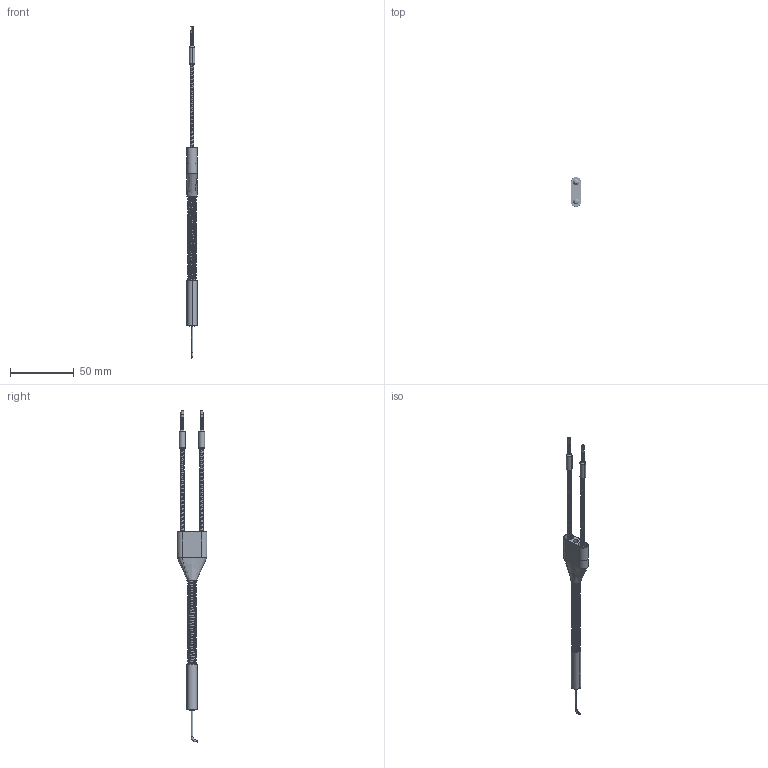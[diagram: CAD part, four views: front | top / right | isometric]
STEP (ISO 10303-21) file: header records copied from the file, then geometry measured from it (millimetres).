
FILE_DESCRIPTION((''),'2;1');
FILE_NAME('211471_ASM','2019-04-05T10:38:21',('pdmadmin'),('BANNER ENGINEERING'),'CREO PARAMETRIC BY PTC INC, 2018300','CREO PARAMETRIC BY PTC INC, 2018300','');
FILE_SCHEMA(('CONFIG_CONTROL_DESIGN'));
Length unit declared in the file: inch
Products named in the file (8): SHRINK_JUNCTION_GLASS__30; SS_TUBING_25; SS_TUBING_STW_-120; 1-4_FERRULE_310_DIA; PROBE_17220_06_X_1X_046; 110532; 78968_ASM; 211471_ASM
Assembly tree (9 placements, depth 3):
  211471_ASM
    78968_ASM
      SHRINK_JUNCTION_GLASS__30
      SS_TUBING_25
      SS_TUBING_STW_-120  x2
      1-4_FERRULE_310_DIA
      PROBE_17220_06_X_1X_046
      110532  x2
Bounding box: 8.13 x 23.37 x 260.65 mm (x, y, z)
Volume: 5720.2 mm3; surface area: 14392.5 mm2
Topology: 8 solids, 9 shells, 1122 faces, 2271 edges, 1167 vertices
Faces by surface type: torus 406, cone 266, bspline 260, cylinder 166, plane 24
Entity records: 57458 total; most frequent: CARTESIAN_POINT 44483, DIRECTION 2738, ORIENTED_EDGE 2602, EDGE_CURVE 1303, AXIS2_PLACEMENT_3D 1148, VERTEX_POINT 675, CIRCLE 666, EDGE_LOOP 650
